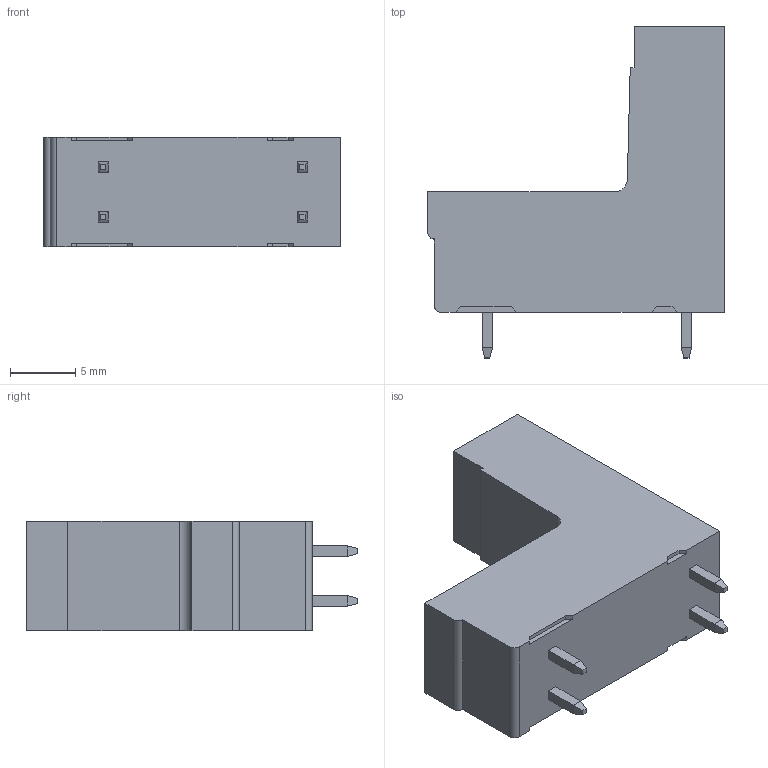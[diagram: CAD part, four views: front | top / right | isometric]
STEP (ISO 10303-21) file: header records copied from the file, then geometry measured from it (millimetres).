
FILE_DESCRIPTION((''),'2;1');
FILE_NAME('TLPHDC-105V-1','2024-09-19T09:26:36',('sheji109'),(''),'CREO PARAMETRIC BY PTC INC, 2018100','CREO PARAMETRIC BY PTC INC, 2018100','');
FILE_SCHEMA(('CONFIG_CONTROL_DESIGN'));
Length unit declared in the file: millimetre
Products named in the file (1): TLPHDC-105V-1
Bounding box: 22.7 x 25.4 x 8.41 mm (x, y, z)
Volume: 2009 mm3; surface area: 2407.3 mm2
Topology: 1 solids, 2 shells, 302 faces, 785 edges, 502 vertices
Faces by surface type: plane 275, cylinder 21, cone 4, sphere 2
Entity records: 9080 total; most frequent: CARTESIAN_POINT 1646, ORIENTED_EDGE 1566, DIRECTION 1432, EDGE_CURVE 783, VECTOR 708, LINE 708, VERTEX_POINT 502, AXIS2_PLACEMENT_3D 362
